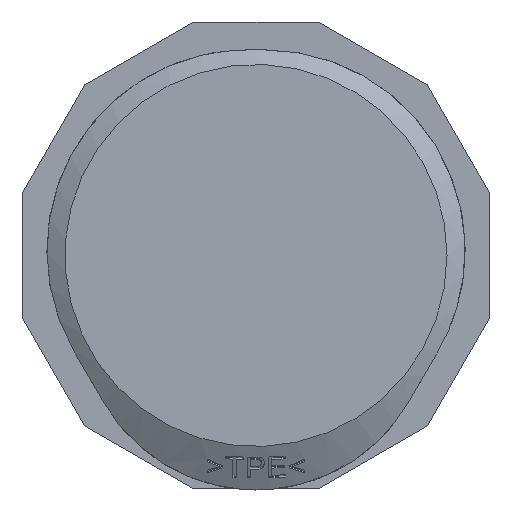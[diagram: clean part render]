
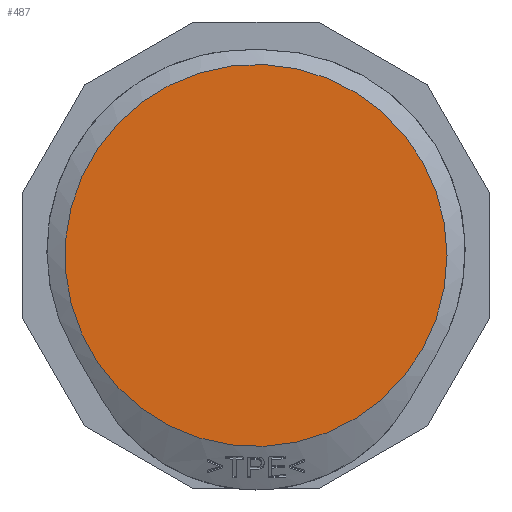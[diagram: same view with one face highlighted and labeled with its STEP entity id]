
A CAD part, front view. The second image highlights one B-rep face of the part: STEP entity #487.
In plain terms, the highlighted planar face has unit normal (0, -1, 0).
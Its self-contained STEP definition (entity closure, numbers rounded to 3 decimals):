
#272=CIRCLE('',#10087,19.75);
#487=ADVANCED_FACE('KES-E-R 40/16-A',(#1407),#1010,.F.);
#1010=PLANE('',#10089);
#1407=FACE_OUTER_BOUND('',#1928,.T.);
#1928=EDGE_LOOP('',(#4903));
#4903=ORIENTED_EDGE('',*,*,#8464,.F.);
#7446=VERTEX_POINT('',#16605);
#8464=EDGE_CURVE('GENERATED CIRCLE',#7446,#7446,#272,.T.);
#10087=AXIS2_PLACEMENT_3D('',#16604,#10796,#10797);
#10089=AXIS2_PLACEMENT_3D('',#16623,#10800,#10801);
#10796=DIRECTION('',(0.,1.,0.));
#10797=DIRECTION('',(1.,0.,0.));
#10800=DIRECTION('',(0.,1.,0.));
#10801=DIRECTION('',(0.,0.,-1.));
#16604=CARTESIAN_POINT('',(0.,0.,0.));
#16605=CARTESIAN_POINT('',(19.75,0.,0.));
#16623=CARTESIAN_POINT('',(0.,0.,0.));
